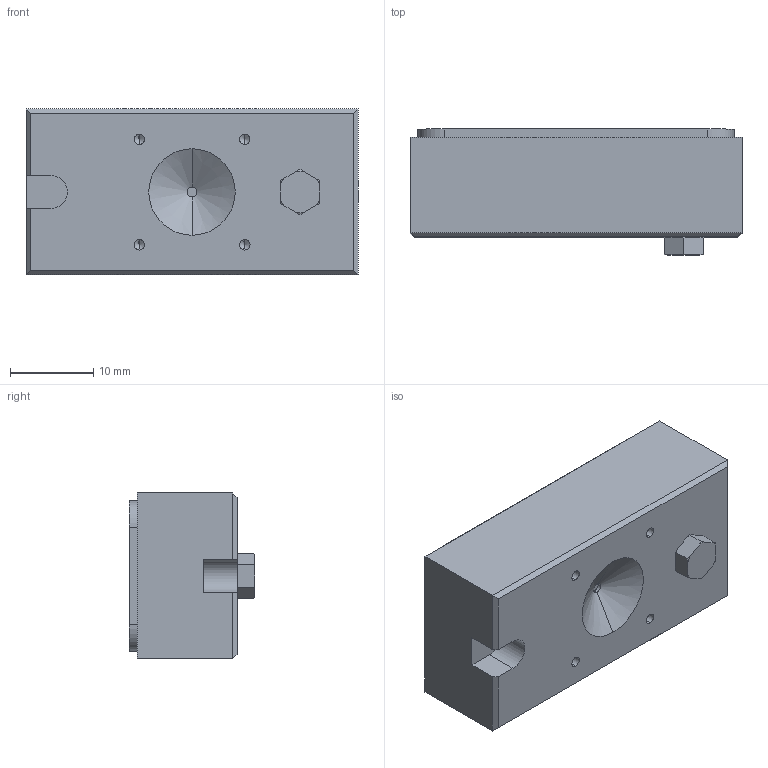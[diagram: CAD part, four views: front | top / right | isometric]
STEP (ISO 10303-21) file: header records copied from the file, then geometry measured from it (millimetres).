
FILE_DESCRIPTION (( 'STEP AP214' ), '1' );
FILE_NAME ('S122001.STEP', '2019-08-23T19:18:02', ( '' ), ( '' ), 'SwSTEP 2.0', 'SolidWorks 2019', '' );
FILE_SCHEMA (( 'AUTOMOTIVE_DESIGN' ));
Length unit declared in the file: inch
Products named in the file (1): S122001
Bounding box: 40 x 15.16 x 20 mm (x, y, z)
Volume: 10078.3 mm3; surface area: 5555.4 mm2
Topology: 3 solids, 3 shells, 91 faces, 228 edges, 142 vertices
Faces by surface type: plane 37, cylinder 27, cone 27
Entity records: 3942 total; most frequent: CARTESIAN_POINT 553, DIRECTION 448, ORIENTED_EDGE 440, EDGE_CURVE 220, AXIS2_PLACEMENT_3D 165, VERTEX_POINT 142, LINE 118, VECTOR 118
